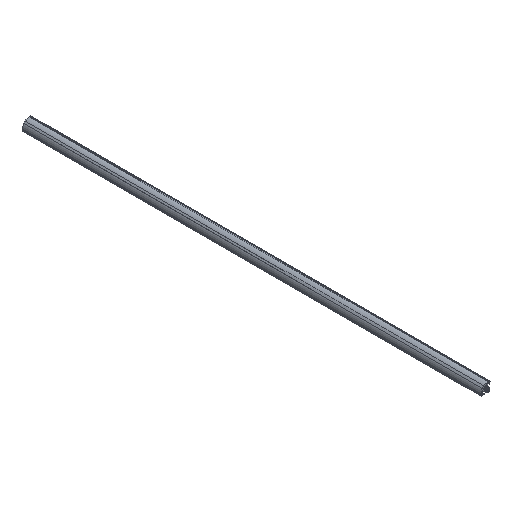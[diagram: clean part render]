
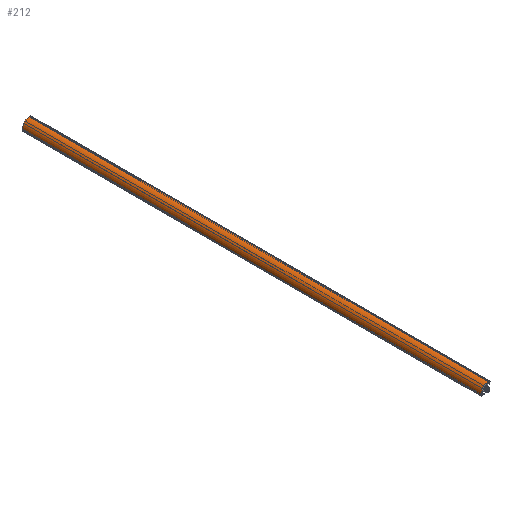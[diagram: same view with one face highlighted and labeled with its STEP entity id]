
A CAD part, isometric view. The second image highlights one B-rep face of the part: STEP entity #212.
In plain terms, the highlighted cylindrical face has radius 17 mm (diameter 34 mm), a partial arc.
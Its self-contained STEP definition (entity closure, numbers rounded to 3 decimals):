
#212=ADVANCED_FACE('',(#384),#385,.T.);
#384=FACE_OUTER_BOUND('',#602,.T.);
#385=CYLINDRICAL_SURFACE('',#603,17.0);
#602=EDGE_LOOP('',(#1309,#1310,#1311,#1312));
#603=AXIS2_PLACEMENT_3D('',#1313,#1314,#1315);
#1309=ORIENTED_EDGE('',*,*,#1855,.F.);
#1310=ORIENTED_EDGE('',*,*,#1904,.F.);
#1311=ORIENTED_EDGE('',*,*,#1692,.F.);
#1312=ORIENTED_EDGE('',*,*,#1903,.T.);
#1313=CARTESIAN_POINT('',(7.,3500.0,-7.));
#1314=DIRECTION('',(0.,-1.0,0.0));
#1315=DIRECTION('',(1.0,0.,0.0));
#1692=EDGE_CURVE('',#2057,#2059,#2060,.T.);
#1855=EDGE_CURVE('',#2350,#2352,#2353,.T.);
#1903=EDGE_CURVE('',#2057,#2352,#2423,.T.);
#1904=EDGE_CURVE('',#2059,#2350,#2424,.T.);
#2057=VERTEX_POINT('',#2601);
#2059=VERTEX_POINT('',#2604);
#2060=CIRCLE('',#2605,17.0);
#2350=VERTEX_POINT('',#2990);
#2352=VERTEX_POINT('',#2993);
#2353=CIRCLE('',#2994,17.0);
#2423=LINE('',#3100,#3101);
#2424=LINE('',#3102,#3103);
#2601=CARTESIAN_POINT('',(-10.0,1000.0,-7.0));
#2604=CARTESIAN_POINT('',(7.,1000.0,10.));
#2605=AXIS2_PLACEMENT_3D('',#3306,#3307,#3308);
#2990=CARTESIAN_POINT('',(7.,0.0,10.));
#2993=CARTESIAN_POINT('',(-10.0,0.0,-7.0));
#2994=AXIS2_PLACEMENT_3D('',#3603,#3604,#3605);
#3100=CARTESIAN_POINT('',(-10.,3500.0,-7.0));
#3101=VECTOR('',#3675,1.0);
#3102=CARTESIAN_POINT('',(7.,3500.0,10.));
#3103=VECTOR('',#3676,1.0);
#3306=CARTESIAN_POINT('',(7.0,1000.0,-7.));
#3307=DIRECTION('',(0.,1.0,0.0));
#3308=DIRECTION('',(-1.0,0.,0.0));
#3603=CARTESIAN_POINT('',(7.0,0.0,-7.));
#3604=DIRECTION('',(0.,-1.0,0.0));
#3605=DIRECTION('',(1.0,0.,0.0));
#3675=DIRECTION('',(0.,-1.0,0.0));
#3676=DIRECTION('',(0.,-1.0,0.0));
